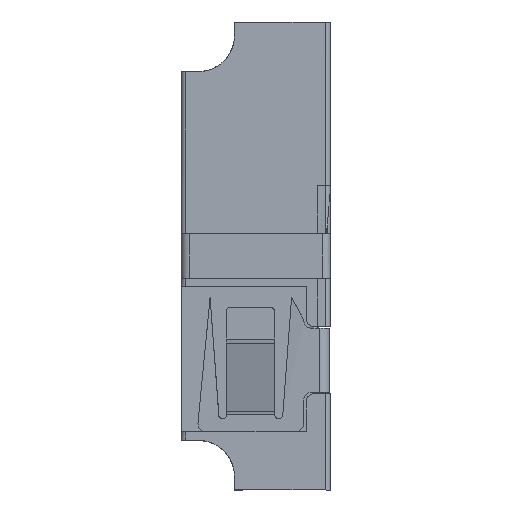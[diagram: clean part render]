
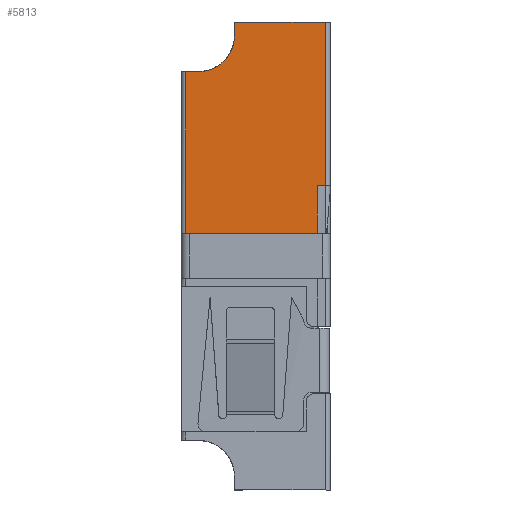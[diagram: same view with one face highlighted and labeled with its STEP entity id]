
A CAD part, left-side view. The second image highlights one B-rep face of the part: STEP entity #5813.
In plain terms, the highlighted planar face has unit normal (1, 0, 0).
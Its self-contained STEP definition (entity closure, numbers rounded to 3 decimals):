
#85 = CARTESIAN_POINT ( 'NONE',  ( -6.425, -1.875, 11.645 ) ) ;
#150 = CARTESIAN_POINT ( 'NONE',  ( -6.425, -2.197, 11.772 ) ) ;
#486 = CARTESIAN_POINT ( 'NONE',  ( -6.425, -0.3, 14.6 ) ) ;
#574 = VERTEX_POINT ( 'NONE', #6552 ) ;
#645 = CARTESIAN_POINT ( 'NONE',  ( -6.425, -1.08, 11.5 ) ) ;
#1550 = LINE ( 'NONE', #14752, #16190 ) ;
#1697 = CARTESIAN_POINT ( 'NONE',  ( -6.425, -3.119, 12.797 ) ) ;
#1928 = DIRECTION ( 'NONE',  ( 0., 0., 1. ) ) ;
#2181 = VECTOR ( 'NONE', #3393, 1000. ) ;
#2391 = LINE ( 'NONE', #5123, #9507 ) ;
#2514 = DIRECTION ( 'NONE',  ( 1., 0., 0. ) ) ;
#2991 = CARTESIAN_POINT ( 'NONE',  ( -6.425, -1.791, 11.615 ) ) ;
#3063 = LINE ( 'NONE', #486, #6417 ) ;
#3196 = ORIENTED_EDGE ( 'NONE', *, *, #11582, .F. ) ;
#3393 = DIRECTION ( 'NONE',  ( 0., -1., 0. ) ) ;
#3593 = CARTESIAN_POINT ( 'NONE',  ( -6.425, -9., 14.6 ) ) ;
#3752 = PLANE ( 'NONE',  #6730 ) ;
#3942 = DIRECTION ( 'NONE',  ( 0., 0., -1. ) ) ;
#4420 = CARTESIAN_POINT ( 'NONE',  ( -6.425, -3.165, 12.905 ) ) ;
#4481 = CARTESIAN_POINT ( 'NONE',  ( -6.425, -0.3, 1.4 ) ) ;
#4757 = CARTESIAN_POINT ( 'NONE',  ( -6.425, -9.3, 14.6 ) ) ;
#4760 = CARTESIAN_POINT ( 'NONE',  ( -6.425, -0.3, 11.5 ) ) ;
#4801 = VECTOR ( 'NONE', #15585, 1000. ) ;
#4958 = DIRECTION ( 'NONE',  ( 0., 1., 0. ) ) ;
#5123 = CARTESIAN_POINT ( 'NONE',  ( -6.425, -9.3, 1.4 ) ) ;
#5630 = EDGE_CURVE ( 'NONE', #574, #10868, #7096, .T. ) ;
#5647 = VERTEX_POINT ( 'NONE', #17663 ) ;
#5729 = EDGE_CURVE ( 'NONE', #10682, #16213, #2391, .T. ) ;
#5813 = ADVANCED_FACE ( 'NONE', ( #7974 ), #3752, .T. ) ;
#6297 = VERTEX_POINT ( 'NONE', #645 ) ;
#6417 = VECTOR ( 'NONE', #1928, 1000. ) ;
#6552 = CARTESIAN_POINT ( 'NONE',  ( -6.425, -3.33, 14.6 ) ) ;
#6658 = EDGE_CURVE ( 'NONE', #5647, #574, #14766, .T. ) ;
#6730 = AXIS2_PLACEMENT_3D ( 'NONE', #8073, #2514, #3942 ) ;
#7034 = ORIENTED_EDGE ( 'NONE', *, *, #13336, .T. ) ;
#7096 = LINE ( 'NONE', #4757, #2181 ) ;
#7190 = CARTESIAN_POINT ( 'NONE',  ( -6.425, -3.33, 14.6 ) ) ;
#7245 = CARTESIAN_POINT ( 'NONE',  ( -6.425, -2.452, 11.94 ) ) ;
#7403 = ORIENTED_EDGE ( 'NONE', *, *, #11346, .T. ) ;
#7496 = VERTEX_POINT ( 'NONE', #4760 ) ;
#7974 = FACE_OUTER_BOUND ( 'NONE', #12983, .T. ) ;
#8073 = CARTESIAN_POINT ( 'NONE',  ( -6.425, -9.3, 14.6 ) ) ;
#8668 = CARTESIAN_POINT ( 'NONE',  ( -6.425, -3.33, 13.464 ) ) ;
#9507 = VECTOR ( 'NONE', #12435, 1000. ) ;
#10071 = CARTESIAN_POINT ( 'NONE',  ( -6.425, -3.06, 12.676 ) ) ;
#10188 = CARTESIAN_POINT ( 'NONE',  ( -6.425, -1.223, 11.5 ) ) ;
#10247 = CARTESIAN_POINT ( 'NONE',  ( -6.425, -1.89, 11.651 ) ) ;
#10682 = VERTEX_POINT ( 'NONE', #4481 ) ;
#10868 = VERTEX_POINT ( 'NONE', #3593 ) ;
#10923 = CARTESIAN_POINT ( 'NONE',  ( -6.425, -9., 14.6 ) ) ;
#11334 = B_SPLINE_CURVE_WITH_KNOTS ( 'NONE', 3,
 ( #16877, #10188, #15706, #15822, #2991, #12918, #85, #10247, #150, #7245, #15651, #17202, #10071, #1697, #11540, #17129, #4420, #13048, #8668, #17254 ),
 .UNSPECIFIED., .F., .F.,
 ( 4, 1, 1, 1, 2, 2, 2, 1, 1, 1, 2, 2, 4 ),
 ( 0., 0.125, 0.188, 0.219, 0.234, 0.25, 0.5, 0.625, 0.688, 0.719, 0.734, 0.75, 1. ),
 .UNSPECIFIED. ) ;
#11346 = EDGE_CURVE ( 'NONE', #10868, #16213, #13953, .T. ) ;
#11540 = CARTESIAN_POINT ( 'NONE',  ( -6.425, -3.142, 12.85 ) ) ;
#11582 = EDGE_CURVE ( 'NONE', #6297, #7496, #1550, .T. ) ;
#12435 = DIRECTION ( 'NONE',  ( 0., -1., 0. ) ) ;
#12634 = EDGE_CURVE ( 'NONE', #10682, #7496, #3063, .T. ) ;
#12640 = ORIENTED_EDGE ( 'NONE', *, *, #6658, .T. ) ;
#12918 = CARTESIAN_POINT ( 'NONE',  ( -6.425, -1.841, 11.633 ) ) ;
#12983 = EDGE_LOOP ( 'NONE', ( #7403, #15733, #17545, #3196, #7034, #12640, #17462 ) ) ;
#13048 = CARTESIAN_POINT ( 'NONE',  ( -6.425, -3.277, 13.188 ) ) ;
#13336 = EDGE_CURVE ( 'NONE', #6297, #5647, #11334, .T. ) ;
#13953 = LINE ( 'NONE', #10923, #14625 ) ;
#14625 = VECTOR ( 'NONE', #16754, 1000. ) ;
#14752 = CARTESIAN_POINT ( 'NONE',  ( -6.425, 0., 11.5 ) ) ;
#14766 = LINE ( 'NONE', #7190, #4801 ) ;
#15585 = DIRECTION ( 'NONE',  ( 0., 0., 1. ) ) ;
#15651 = CARTESIAN_POINT ( 'NONE',  ( -6.425, -2.781, 12.269 ) ) ;
#15706 = CARTESIAN_POINT ( 'NONE',  ( -6.425, -1.434, 11.52 ) ) ;
#15733 = ORIENTED_EDGE ( 'NONE', *, *, #5729, .F. ) ;
#15822 = CARTESIAN_POINT ( 'NONE',  ( -6.425, -1.673, 11.577 ) ) ;
#16190 = VECTOR ( 'NONE', #4958, 1000. ) ;
#16213 = VERTEX_POINT ( 'NONE', #16787 ) ;
#16754 = DIRECTION ( 'NONE',  ( 0., 0., -1. ) ) ;
#16787 = CARTESIAN_POINT ( 'NONE',  ( -6.425, -9., 1.4 ) ) ;
#16877 = CARTESIAN_POINT ( 'NONE',  ( -6.425, -1.08, 11.5 ) ) ;
#17129 = CARTESIAN_POINT ( 'NONE',  ( -6.425, -3.158, 12.886 ) ) ;
#17202 = CARTESIAN_POINT ( 'NONE',  ( -6.425, -2.926, 12.446 ) ) ;
#17254 = CARTESIAN_POINT ( 'NONE',  ( -6.425, -3.33, 13.75 ) ) ;
#17462 = ORIENTED_EDGE ( 'NONE', *, *, #5630, .T. ) ;
#17545 = ORIENTED_EDGE ( 'NONE', *, *, #12634, .T. ) ;
#17663 = CARTESIAN_POINT ( 'NONE',  ( -6.425, -3.33, 13.75 ) ) ;
